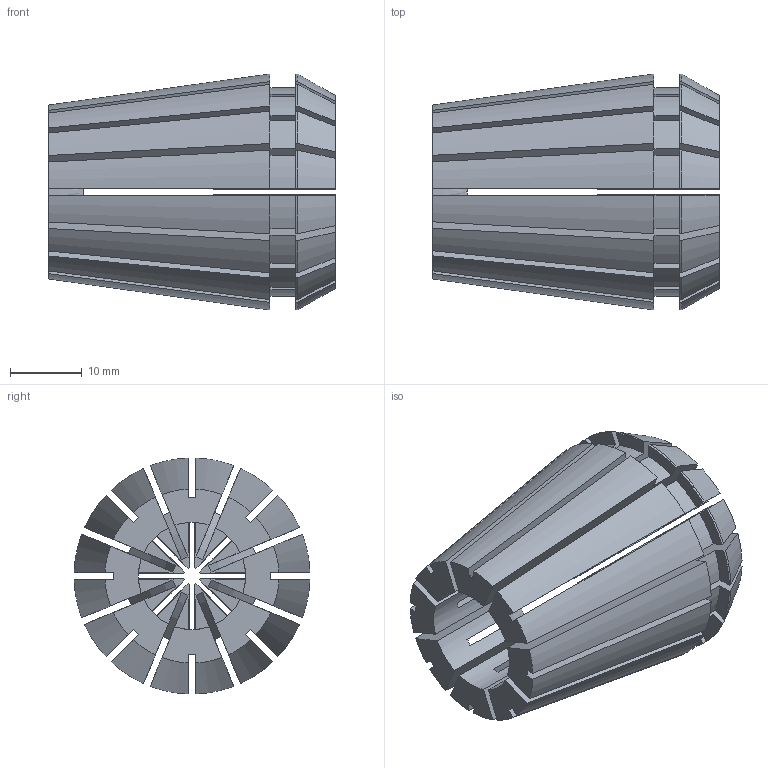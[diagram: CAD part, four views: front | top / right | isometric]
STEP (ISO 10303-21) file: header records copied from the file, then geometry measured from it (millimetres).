
FILE_DESCRIPTION (( 'STEP AP203' ), '1' );
FILE_NAME ('STP-5250-122-032-A06-0(04232-0.094).STEP', '2022-08-01T01:19:46', ( '' ), ( '' ), 'SwSTEP 2.0', 'SolidWorks 2017', '' );
FILE_SCHEMA (( 'CONFIG_CONTROL_DESIGN' ));
Length unit declared in the file: millimetre
Products named in the file (1): STP-5250-122-032-A06-0(04232-0.094)
Bounding box: 40 x 32.99 x 32.99 mm (x, y, z)
Volume: 16899.2 mm3; surface area: 16300.2 mm2
Topology: 1 solids, 1 shells, 217 faces, 651 edges, 434 vertices
Faces by surface type: plane 104, cylinder 81, cone 32
Entity records: 7656 total; most frequent: CARTESIAN_POINT 1642, ORIENTED_EDGE 1302, DIRECTION 1231, EDGE_CURVE 651, AXIS2_PLACEMENT_3D 435, VERTEX_POINT 434, LINE 361, VECTOR 361
